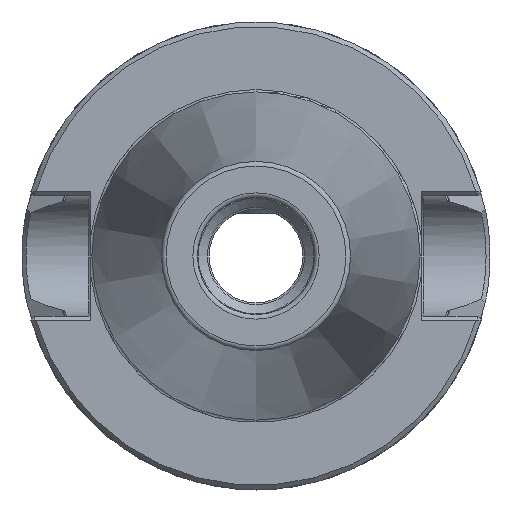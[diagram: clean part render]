
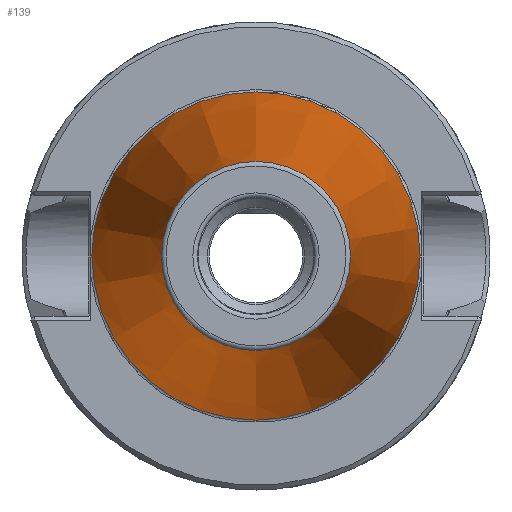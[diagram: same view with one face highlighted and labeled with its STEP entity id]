
A CAD part, left-side view. The second image highlights one B-rep face of the part: STEP entity #139.
In plain terms, the highlighted conical face has half-angle 8.297 degrees and reference radius 20.204 mm.
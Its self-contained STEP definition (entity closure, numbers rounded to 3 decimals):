
#139 = ADVANCED_FACE( '', ( #358, #359 ), #360, .T. );
#358 = FACE_OUTER_BOUND( '', #685, .T. );
#359 = FACE_BOUND( '', #686, .T. );
#360 = CONICAL_SURFACE( '', #687, 20.204, 0.145 );
#685 = EDGE_LOOP( '', ( #1082 ) );
#686 = EDGE_LOOP( '', ( #1083 ) );
#687 = AXIS2_PLACEMENT_3D( '', #1084, #1085, #1086 );
#1082 = ORIENTED_EDGE( '', *, *, #1822, .T. );
#1083 = ORIENTED_EDGE( '', *, *, #1823, .F. );
#1084 = CARTESIAN_POINT( '', ( -100.944, 0., 0. ) );
#1085 = DIRECTION( '', ( 1., 0., 0. ) );
#1086 = DIRECTION( '', ( 0., 0., -1. ) );
#1822 = EDGE_CURVE( '', #2149, #2149, #2150, .T. );
#1823 = EDGE_CURVE( '', #2151, #2151, #2152, .T. );
#2149 = VERTEX_POINT( '', #2652 );
#2150 = CIRCLE( '', #2653, 35.065 );
#2151 = VERTEX_POINT( '', #2654 );
#2152 = CIRCLE( '', #2655, 20.204 );
#2652 = CARTESIAN_POINT( '', ( 0.963, 0., 35.065 ) );
#2653 = AXIS2_PLACEMENT_3D( '', #3552, #3553, #3554 );
#2654 = CARTESIAN_POINT( '', ( -100.944, 0., 20.204 ) );
#2655 = AXIS2_PLACEMENT_3D( '', #3555, #3556, #3557 );
#3552 = CARTESIAN_POINT( '', ( 0.963, 0., 0. ) );
#3553 = DIRECTION( '', ( -1., 0., 0. ) );
#3554 = DIRECTION( '', ( 0., 0., 1. ) );
#3555 = CARTESIAN_POINT( '', ( -100.944, 0., 0. ) );
#3556 = DIRECTION( '', ( -1., 0., 0. ) );
#3557 = DIRECTION( '', ( 0., 0., 1. ) );
